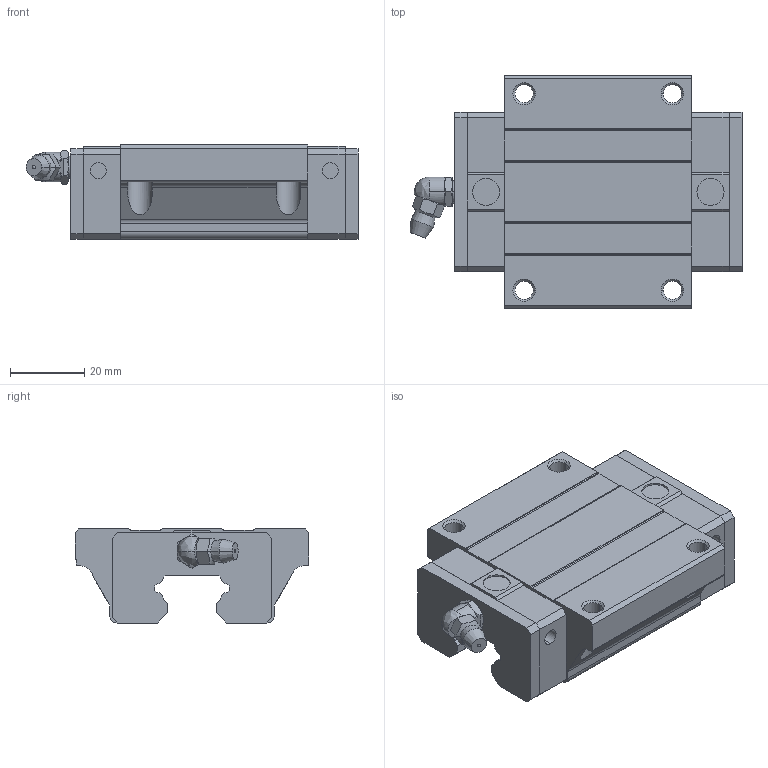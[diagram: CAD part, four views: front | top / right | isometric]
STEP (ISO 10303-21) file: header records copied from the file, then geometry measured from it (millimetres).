
FILE_DESCRIPTION (( 'STEP AP203' ), '1' );
FILE_NAME ('HGW20CAZ0C-HiwinCorporation-06-21-2017.STEP', '2017-07-05T05:30:33', ( '' ), ( '' ), 'SwSTEP 2.0', 'SolidWorks 2016', '' );
FILE_SCHEMA (( 'CONFIG_CONTROL_DESIGN' ));
Length unit declared in the file: millimetre
Products named in the file (1): HGW20CAZ0C-HiwinCorporation-06-21-2017
Bounding box: 89.5 x 63 x 25.4 mm (x, y, z)
Volume: 80549.8 mm3; surface area: 24757.9 mm2
Topology: 1 solids, 1 shells, 314 faces, 849 edges, 552 vertices
Faces by surface type: plane 191, cylinder 85, cone 35, bspline 3
Entity records: 10059 total; most frequent: CARTESIAN_POINT 1991, ORIENTED_EDGE 1694, DIRECTION 1629, EDGE_CURVE 847, VECTOR 577, LINE 577, VERTEX_POINT 552, AXIS2_PLACEMENT_3D 526
